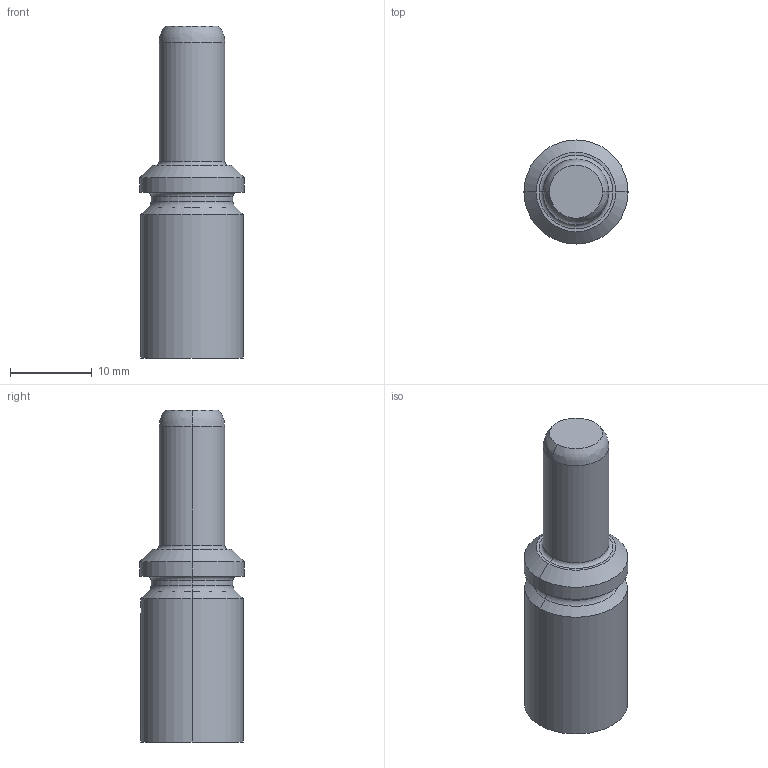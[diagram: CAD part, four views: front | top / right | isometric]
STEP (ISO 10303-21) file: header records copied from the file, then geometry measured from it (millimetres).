
FILE_DESCRIPTION((''),'2;1');
FILE_NAME('CKSM-35','2017-05-25T',('tl.yang'),(''),'PRO/ENGINEER BY PARAMETRIC TECHNOLOGY CORPORATION, 2011500','PRO/ENGINEER BY PARAMETRIC TECHNOLOGY CORPORATION, 2011500','');
FILE_SCHEMA(('CONFIG_CONTROL_DESIGN'));
Length unit declared in the file: millimetre
Products named in the file (1): CKSM-35
Bounding box: 12.7 x 12.7 x 40.5 mm (x, y, z)
Volume: 2693.7 mm3; surface area: 1996 mm2
Topology: 1 solids, 1 shells, 32 faces, 67 edges, 37 vertices
Faces by surface type: cylinder 12, cone 8, torus 6, plane 4, bspline 2
Entity records: 985 total; most frequent: CARTESIAN_POINT 255, DIRECTION 162, ORIENTED_EDGE 130, AXIS2_PLACEMENT_3D 71, EDGE_CURVE 65, CIRCLE 41, VERTEX_POINT 37, EDGE_LOOP 36
